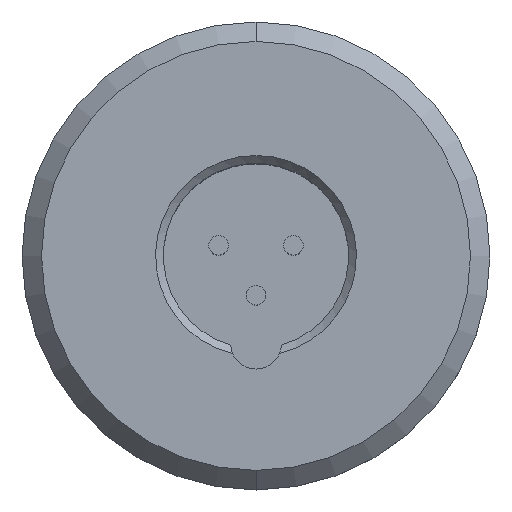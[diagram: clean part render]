
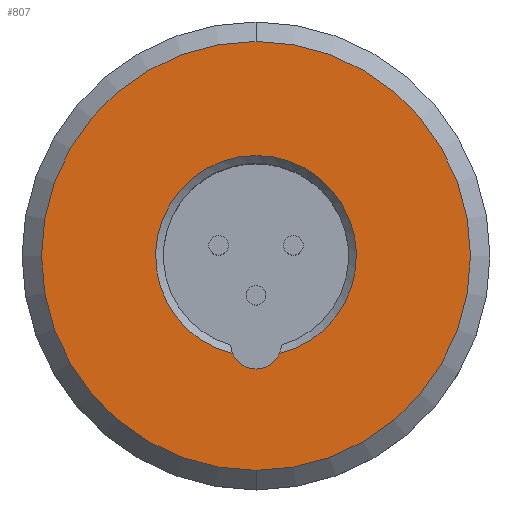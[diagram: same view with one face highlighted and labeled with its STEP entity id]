
A CAD part, top view. The second image highlights one B-rep face of the part: STEP entity #807.
In plain terms, the highlighted planar face has unit normal (0, 0, 1).
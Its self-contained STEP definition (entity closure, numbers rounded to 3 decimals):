
#82=CARTESIAN_POINT('',(0.,0.,1.5));
#83=DIRECTION('',(0.,0.,-1.));
#84=DIRECTION('',(0.,1.,0.));
#85=AXIS2_PLACEMENT_3D('',#82,#83,#84);
#87=CARTESIAN_POINT('',(0.,0.,1.5));
#88=DIRECTION('',(0.,0.,1.));
#89=DIRECTION('',(0.,1.,0.));
#90=AXIS2_PLACEMENT_3D('',#87,#88,#89);
#92=CARTESIAN_POINT('',(0.,-2.25,1.5));
#93=DIRECTION('',(0.,0.,1.));
#94=DIRECTION('',(-0.92,-0.392,0.));
#95=AXIS2_PLACEMENT_3D('',#92,#93,#94);
#97=CARTESIAN_POINT('',(0.,0.,1.5));
#98=DIRECTION('',(0.,0.,-1.));
#99=DIRECTION('',(-0.232,-0.973,0.));
#100=AXIS2_PLACEMENT_3D('',#97,#98,#99);
#529=CARTESIAN_POINT('',(-0.598,-2.505,1.5));
#530=CARTESIAN_POINT('',(0.598,-2.505,1.5));
#531=VERTEX_POINT('',#529);
#532=VERTEX_POINT('',#530);
#567=CARTESIAN_POINT('',(0.,5.5,1.5));
#568=VERTEX_POINT('',#567);
#573=CARTESIAN_POINT('',(0.,-5.5,1.5));
#574=VERTEX_POINT('',#573);
#792=CARTESIAN_POINT('',(0.,0.,1.5));
#793=DIRECTION('',(0.,0.,1.));
#794=DIRECTION('',(0.,1.,0.));
#795=AXIS2_PLACEMENT_3D('',#792,#793,#794);
#796=PLANE('',#795);
#797=ORIENTED_EDGE('',*,*,#774,.T.);
#798=ORIENTED_EDGE('',*,*,#785,.F.);
#799=EDGE_LOOP('',(#797,#798));
#800=FACE_OUTER_BOUND('',#799,.F.);
#802=ORIENTED_EDGE('',*,*,#801,.T.);
#804=ORIENTED_EDGE('',*,*,#803,.F.);
#805=EDGE_LOOP('',(#802,#804));
#806=FACE_BOUND('',#805,.F.);
#807=ADVANCED_FACE('',(#800,#806),#796,.T.);
#86=CIRCLE('',#85,5.5);
#91=CIRCLE('',#90,5.5);
#96=CIRCLE('',#95,0.65);
#101=CIRCLE('',#100,2.575);
#774=EDGE_CURVE('',#568,#574,#86,.T.);
#785=EDGE_CURVE('',#568,#574,#91,.T.);
#801=EDGE_CURVE('',#531,#532,#96,.T.);
#803=EDGE_CURVE('',#531,#532,#101,.T.);
